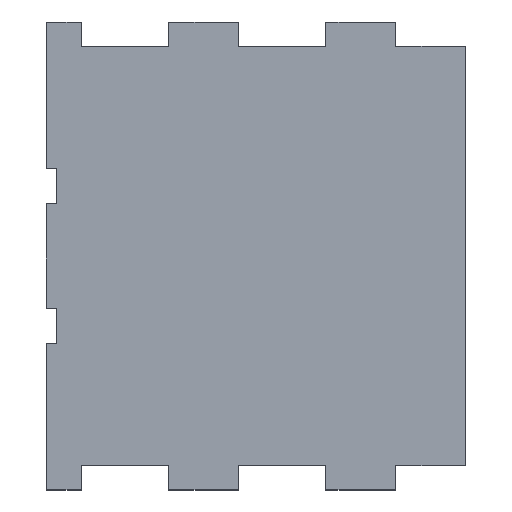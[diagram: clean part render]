
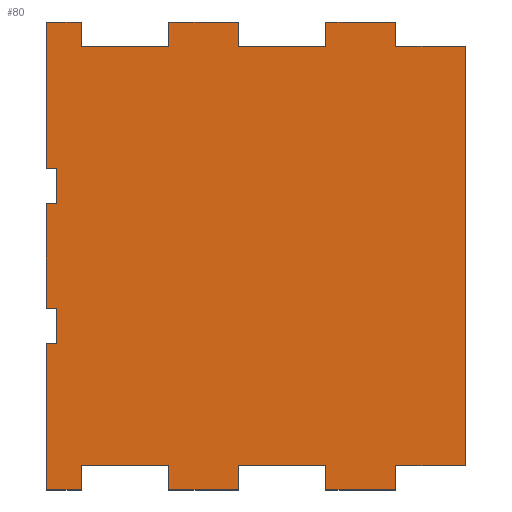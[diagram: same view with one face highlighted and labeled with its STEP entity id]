
A CAD part, top view. The second image highlights one B-rep face of the part: STEP entity #80.
In plain terms, the highlighted planar face has unit normal (0, 0, 1).
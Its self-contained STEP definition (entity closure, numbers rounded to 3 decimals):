
#80=ADVANCED_FACE('',(#380),#382,.T.);
#380=FACE_BOUND('',#381,.T.);
#381=EDGE_LOOP('',(#609,#610,#611,#612,#613,#614,#615,#616,#617,#618,#619,#620,#621,
#622,#623,#624,#625,#626,#627,#628,#629,#630,#631,#632,#633,#634,#635,#636,#637,
#638,#639,#640));
#382=PLANE('',#383);
#383=AXIS2_PLACEMENT_3D('',#384,#385,#386);
#384=CARTESIAN_POINT('',(-40.,-67.,5.));
#385=DIRECTION('',(0.,0.,1.));
#386=DIRECTION('',(1.,0.,0.));
#609=ORIENTED_EDGE('',*,*,#801,.T.);
#610=ORIENTED_EDGE('',*,*,#802,.T.);
#611=ORIENTED_EDGE('',*,*,#792,.F.);
#612=ORIENTED_EDGE('',*,*,#803,.T.);
#613=ORIENTED_EDGE('',*,*,#804,.T.);
#614=ORIENTED_EDGE('',*,*,#805,.T.);
#615=ORIENTED_EDGE('',*,*,#800,.F.);
#616=ORIENTED_EDGE('',*,*,#806,.T.);
#617=ORIENTED_EDGE('',*,*,#807,.T.);
#618=ORIENTED_EDGE('',*,*,#808,.T.);
#619=ORIENTED_EDGE('',*,*,#809,.F.);
#620=ORIENTED_EDGE('',*,*,#810,.T.);
#621=ORIENTED_EDGE('',*,*,#811,.T.);
#622=ORIENTED_EDGE('',*,*,#812,.T.);
#623=ORIENTED_EDGE('',*,*,#813,.F.);
#624=ORIENTED_EDGE('',*,*,#814,.T.);
#625=ORIENTED_EDGE('',*,*,#815,.T.);
#626=ORIENTED_EDGE('',*,*,#816,.T.);
#627=ORIENTED_EDGE('',*,*,#817,.T.);
#628=ORIENTED_EDGE('',*,*,#818,.F.);
#629=ORIENTED_EDGE('',*,*,#819,.T.);
#630=ORIENTED_EDGE('',*,*,#820,.F.);
#631=ORIENTED_EDGE('',*,*,#821,.F.);
#632=ORIENTED_EDGE('',*,*,#822,.F.);
#633=ORIENTED_EDGE('',*,*,#823,.T.);
#634=ORIENTED_EDGE('',*,*,#824,.F.);
#635=ORIENTED_EDGE('',*,*,#825,.F.);
#636=ORIENTED_EDGE('',*,*,#826,.F.);
#637=ORIENTED_EDGE('',*,*,#827,.T.);
#638=ORIENTED_EDGE('',*,*,#828,.F.);
#639=ORIENTED_EDGE('',*,*,#794,.F.);
#640=ORIENTED_EDGE('',*,*,#829,.T.);
#792=EDGE_CURVE('',#890,#885,#892,.T.);
#794=EDGE_CURVE('',#894,#896,#897,.T.);
#800=EDGE_CURVE('',#906,#901,#908,.T.);
#801=EDGE_CURVE('',#909,#910,#911,.F.);
#802=EDGE_CURVE('',#910,#885,#912,.F.);
#803=EDGE_CURVE('',#890,#913,#914,.F.);
#804=EDGE_CURVE('',#913,#915,#916,.F.);
#805=EDGE_CURVE('',#915,#901,#917,.F.);
#806=EDGE_CURVE('',#906,#918,#919,.T.);
#807=EDGE_CURVE('',#918,#920,#921,.T.);
#808=EDGE_CURVE('',#920,#922,#923,.T.);
#809=EDGE_CURVE('',#924,#922,#925,.T.);
#810=EDGE_CURVE('',#924,#926,#927,.T.);
#811=EDGE_CURVE('',#926,#928,#929,.T.);
#812=EDGE_CURVE('',#928,#930,#931,.T.);
#813=EDGE_CURVE('',#932,#930,#933,.T.);
#814=EDGE_CURVE('',#932,#934,#935,.T.);
#815=EDGE_CURVE('',#934,#936,#937,.T.);
#816=EDGE_CURVE('',#936,#938,#939,.T.);
#817=EDGE_CURVE('',#938,#940,#941,.T.);
#818=EDGE_CURVE('',#942,#940,#943,.T.);
#819=EDGE_CURVE('',#942,#944,#945,.T.);
#820=EDGE_CURVE('',#946,#944,#947,.T.);
#821=EDGE_CURVE('',#948,#946,#949,.T.);
#822=EDGE_CURVE('',#950,#948,#951,.T.);
#823=EDGE_CURVE('',#950,#952,#953,.T.);
#824=EDGE_CURVE('',#954,#952,#955,.T.);
#825=EDGE_CURVE('',#956,#954,#957,.T.);
#826=EDGE_CURVE('',#958,#956,#959,.T.);
#827=EDGE_CURVE('',#958,#960,#961,.T.);
#828=EDGE_CURVE('',#896,#960,#962,.T.);
#829=EDGE_CURVE('',#894,#909,#963,.F.);
#885=VERTEX_POINT('',#1045);
#890=VERTEX_POINT('',#1054);
#892=LINE('',#1058,#1059);
#894=VERTEX_POINT('',#1062);
#896=VERTEX_POINT('',#1066);
#897=LINE('',#1067,#1068);
#901=VERTEX_POINT('',#1077);
#906=VERTEX_POINT('',#1086);
#908=LINE('',#1090,#1091);
#909=VERTEX_POINT('',#1093);
#910=VERTEX_POINT('',#1094);
#911=LINE('',#1095,#1096);
#912=LINE('',#1098,#1099);
#913=VERTEX_POINT('',#1101);
#914=LINE('',#1102,#1103);
#915=VERTEX_POINT('',#1105);
#916=LINE('',#1106,#1107);
#917=LINE('',#1109,#1110);
#918=VERTEX_POINT('',#1112);
#919=LINE('',#1113,#1114);
#920=VERTEX_POINT('',#1116);
#921=LINE('',#1117,#1118);
#922=VERTEX_POINT('',#1120);
#923=LINE('',#1121,#1122);
#924=VERTEX_POINT('',#1124);
#925=LINE('',#1125,#1126);
#926=VERTEX_POINT('',#1128);
#927=LINE('',#1129,#1130);
#928=VERTEX_POINT('',#1132);
#929=LINE('',#1133,#1134);
#930=VERTEX_POINT('',#1136);
#931=LINE('',#1137,#1138);
#932=VERTEX_POINT('',#1140);
#933=LINE('',#1141,#1142);
#934=VERTEX_POINT('',#1144);
#935=LINE('',#1145,#1146);
#936=VERTEX_POINT('',#1148);
#937=LINE('',#1149,#1150);
#938=VERTEX_POINT('',#1152);
#939=LINE('',#1153,#1154);
#940=VERTEX_POINT('',#1156);
#941=LINE('',#1157,#1158);
#942=VERTEX_POINT('',#1160);
#943=LINE('',#1161,#1162);
#944=VERTEX_POINT('',#1164);
#945=LINE('',#1165,#1166);
#946=VERTEX_POINT('',#1168);
#947=LINE('',#1169,#1170);
#948=VERTEX_POINT('',#1172);
#949=LINE('',#1173,#1174);
#950=VERTEX_POINT('',#1176);
#951=LINE('',#1177,#1178);
#952=VERTEX_POINT('',#1180);
#953=LINE('',#1181,#1182);
#954=VERTEX_POINT('',#1184);
#955=LINE('',#1185,#1186);
#956=VERTEX_POINT('',#1188);
#957=LINE('',#1189,#1190);
#958=VERTEX_POINT('',#1192);
#959=LINE('',#1193,#1194);
#960=VERTEX_POINT('',#1196);
#961=LINE('',#1197,#1198);
#962=LINE('',#1200,#1201);
#963=LINE('',#1203,#1204);
#1045=CARTESIAN_POINT('',(-120.,15.,5.));
#1054=CARTESIAN_POINT('',(-120.,-15.,5.));
#1058=CARTESIAN_POINT('',(-120.,-15.,5.));
#1059=VECTOR('',#1060,1.);
#1060=DIRECTION('',(0.,1.,0.));
#1062=CARTESIAN_POINT('',(-120.,25.,5.));
#1066=CARTESIAN_POINT('',(-120.,67.,5.));
#1067=CARTESIAN_POINT('',(-120.,25.,5.));
#1068=VECTOR('',#1069,1.);
#1069=DIRECTION('',(0.,1.,0.));
#1077=CARTESIAN_POINT('',(-120.,-25.,5.));
#1086=CARTESIAN_POINT('',(-120.,-67.,5.));
#1090=CARTESIAN_POINT('',(-120.,-67.,5.));
#1091=VECTOR('',#1092,1.);
#1092=DIRECTION('',(0.,1.,0.));
#1093=CARTESIAN_POINT('',(-117.,25.,5.));
#1094=CARTESIAN_POINT('',(-117.,15.,5.));
#1095=CARTESIAN_POINT('',(-117.,15.,5.));
#1096=VECTOR('',#1097,1.);
#1097=DIRECTION('',(0.,1.,0.));
#1098=CARTESIAN_POINT('',(-120.,15.,5.));
#1099=VECTOR('',#1100,1.);
#1100=DIRECTION('',(1.,0.,0.));
#1101=CARTESIAN_POINT('',(-117.,-15.,5.));
#1102=CARTESIAN_POINT('',(-117.,-15.,5.));
#1103=VECTOR('',#1104,1.);
#1104=DIRECTION('',(-1.,0.,0.));
#1105=CARTESIAN_POINT('',(-117.,-25.,5.));
#1106=CARTESIAN_POINT('',(-117.,-25.,5.));
#1107=VECTOR('',#1108,1.);
#1108=DIRECTION('',(0.,1.,0.));
#1109=CARTESIAN_POINT('',(-120.,-25.,5.));
#1110=VECTOR('',#1111,1.);
#1111=DIRECTION('',(1.,0.,0.));
#1112=CARTESIAN_POINT('',(-110.,-67.,5.));
#1113=CARTESIAN_POINT('',(-120.,-67.,5.));
#1114=VECTOR('',#1115,1.);
#1115=DIRECTION('',(1.,0.,0.));
#1116=CARTESIAN_POINT('',(-110.,-60.,5.));
#1117=CARTESIAN_POINT('',(-110.,-67.,5.));
#1118=VECTOR('',#1119,1.);
#1119=DIRECTION('',(0.,1.,0.));
#1120=CARTESIAN_POINT('',(-85.,-60.,5.));
#1121=CARTESIAN_POINT('',(-110.,-60.,5.));
#1122=VECTOR('',#1123,1.);
#1123=DIRECTION('',(1.,0.,0.));
#1124=CARTESIAN_POINT('',(-85.,-67.,5.));
#1125=CARTESIAN_POINT('',(-85.,-67.,5.));
#1126=VECTOR('',#1127,1.);
#1127=DIRECTION('',(0.,1.,0.));
#1128=CARTESIAN_POINT('',(-65.,-67.,5.));
#1129=CARTESIAN_POINT('',(-85.,-67.,5.));
#1130=VECTOR('',#1131,1.);
#1131=DIRECTION('',(1.,0.,0.));
#1132=CARTESIAN_POINT('',(-65.,-60.,5.));
#1133=CARTESIAN_POINT('',(-65.,-67.,5.));
#1134=VECTOR('',#1135,1.);
#1135=DIRECTION('',(0.,1.,0.));
#1136=CARTESIAN_POINT('',(-40.,-60.,5.));
#1137=CARTESIAN_POINT('',(-65.,-60.,5.));
#1138=VECTOR('',#1139,1.);
#1139=DIRECTION('',(1.,0.,0.));
#1140=CARTESIAN_POINT('',(-40.,-67.,5.));
#1141=CARTESIAN_POINT('',(-40.,-67.,5.));
#1142=VECTOR('',#1143,1.);
#1143=DIRECTION('',(0.,1.,0.));
#1144=CARTESIAN_POINT('',(-20.,-67.,5.));
#1145=CARTESIAN_POINT('',(-40.,-67.,5.));
#1146=VECTOR('',#1147,1.);
#1147=DIRECTION('',(1.,0.,0.));
#1148=CARTESIAN_POINT('',(-20.,-60.,5.));
#1149=CARTESIAN_POINT('',(-20.,-67.,5.));
#1150=VECTOR('',#1151,1.);
#1151=DIRECTION('',(0.,1.,0.));
#1152=CARTESIAN_POINT('',(0.,-60.,5.));
#1153=CARTESIAN_POINT('',(-20.,-60.,5.));
#1154=VECTOR('',#1155,1.);
#1155=DIRECTION('',(1.,0.,0.));
#1156=CARTESIAN_POINT('',(0.,60.,5.));
#1157=CARTESIAN_POINT('',(0.,-60.,5.));
#1158=VECTOR('',#1159,1.);
#1159=DIRECTION('',(0.,1.,0.));
#1160=CARTESIAN_POINT('',(-20.,60.,5.));
#1161=CARTESIAN_POINT('',(-20.,60.,5.));
#1162=VECTOR('',#1163,1.);
#1163=DIRECTION('',(1.,0.,0.));
#1164=CARTESIAN_POINT('',(-20.,67.,5.));
#1165=CARTESIAN_POINT('',(-20.,60.,5.));
#1166=VECTOR('',#1167,1.);
#1167=DIRECTION('',(0.,1.,0.));
#1168=CARTESIAN_POINT('',(-40.,67.,5.));
#1169=CARTESIAN_POINT('',(-40.,67.,5.));
#1170=VECTOR('',#1171,1.);
#1171=DIRECTION('',(1.,0.,0.));
#1172=CARTESIAN_POINT('',(-40.,60.,5.));
#1173=CARTESIAN_POINT('',(-40.,60.,5.));
#1174=VECTOR('',#1175,1.);
#1175=DIRECTION('',(0.,1.,0.));
#1176=CARTESIAN_POINT('',(-65.,60.,5.));
#1177=CARTESIAN_POINT('',(-65.,60.,5.));
#1178=VECTOR('',#1179,1.);
#1179=DIRECTION('',(1.,0.,0.));
#1180=CARTESIAN_POINT('',(-65.,67.,5.));
#1181=CARTESIAN_POINT('',(-65.,60.,5.));
#1182=VECTOR('',#1183,1.);
#1183=DIRECTION('',(0.,1.,0.));
#1184=CARTESIAN_POINT('',(-85.,67.,5.));
#1185=CARTESIAN_POINT('',(-85.,67.,5.));
#1186=VECTOR('',#1187,1.);
#1187=DIRECTION('',(1.,0.,0.));
#1188=CARTESIAN_POINT('',(-85.,60.,5.));
#1189=CARTESIAN_POINT('',(-85.,60.,5.));
#1190=VECTOR('',#1191,1.);
#1191=DIRECTION('',(0.,1.,0.));
#1192=CARTESIAN_POINT('',(-110.,60.,5.));
#1193=CARTESIAN_POINT('',(-110.,60.,5.));
#1194=VECTOR('',#1195,1.);
#1195=DIRECTION('',(1.,0.,0.));
#1196=CARTESIAN_POINT('',(-110.,67.,5.));
#1197=CARTESIAN_POINT('',(-110.,60.,5.));
#1198=VECTOR('',#1199,1.);
#1199=DIRECTION('',(0.,1.,0.));
#1200=CARTESIAN_POINT('',(-120.,67.,5.));
#1201=VECTOR('',#1202,1.);
#1202=DIRECTION('',(1.,0.,0.));
#1203=CARTESIAN_POINT('',(-117.,25.,5.));
#1204=VECTOR('',#1205,1.);
#1205=DIRECTION('',(-1.,0.,0.));
